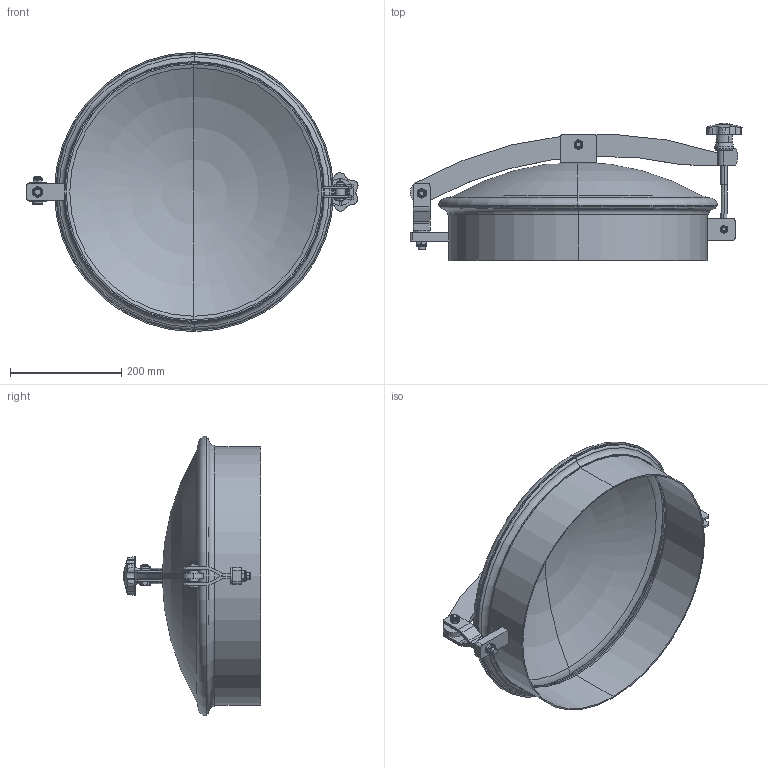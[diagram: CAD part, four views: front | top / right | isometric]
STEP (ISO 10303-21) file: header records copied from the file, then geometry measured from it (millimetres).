
FILE_DESCRIPTION (( 'STEP AP214' ), '1' );
FILE_NAME ('D08.4P460R01.STEP', '2018-10-22T14:18:51', ( '' ), ( '' ), 'SwSTEP 2.0', 'SolidWorks 2017', '' );
FILE_SCHEMA (( 'AUTOMOTIVE_DESIGN' ));
Length unit declared in the file: millimetre
Products named in the file (32): CPC40460X2.501G; hex screw gradec_iso_ISO 4018 - M10 x 30-WN; TLC4046010001GR01; prevailing torque nut thin insert_din_DIN EN ISO 10511 - M12 - N; VLT1207004R01; GRCP0460INC01R01; SPT18050M10R01; TRT1217601R01; D08.4P460R01; SOTT; CAV30X0401R01; TBT417X2.0X020R01; prevailing torque nut thin insert_din_DIN EN ISO 10511 - M8 - N; RNDINX14; D08.4P460R01 - TELAIO; BRPT46040X1001PR01; hex screw gradec_iso_ISO 4018 - M8 x 30-WN; ORC40X04X05001SR01; QDT4030X01502LR01; VOLANTINO; TIRANTE - M12 L167; D08.4P460R01 - CHIUSINO; BRPT46040X1001LR01; ORC50X04X06501L; CRNGIRP30X3501LR01; TAPPO; ORC30X0513PGR01; BRZ; BRPT46040X1001LR01_1; RNDTFL1301R01; prevailing torque nut thin insert_din_DIN EN ISO 10511 - M10 - N; PRG035M1201R01
Assembly tree (35 placements, depth 4):
  D08.4P460R01
    D08.4P460R01 - TELAIO
      TLC4046010001GR01
      QDT4030X01502LR01
      ORC40X04X05001SR01  x2
    RNDTFL1301R01
    CRNGIRP30X3501LR01
      ORC30X0513PGR01  x2
      PRG035M1201R01
      RNDINX14
    BRPT46040X1001LR01
      BRPT46040X1001LR01_1
      BRPT46040X1001PR01
      CAV30X0401R01
      TBT417X2.0X020R01
    D08.4P460R01 - CHIUSINO
      CPC40460X2.501G
      ORC50X04X06501L  x2
    TIRANTE - M12 L167
      TRT1217601R01
      VLT1207004R01
        BRZ
        SOTT
        TAPPO
        VOLANTINO
    SPT18050M10R01
    prevailing torque nut thin insert_din_DIN EN ISO 10511 - M10 - N  x2
    prevailing torque nut thin insert_din_DIN EN ISO 10511 - M12 - N
    hex screw gradec_iso_ISO 4018 - M10 x 30-WN
    hex screw gradec_iso_ISO 4018 - M8 x 30-WN
    prevailing torque nut thin insert_din_DIN EN ISO 10511 - M8 - N
    GRCP0460INC01R01
Bounding box: 597.41 x 246.88 x 502.5 mm (x, y, z)
Volume: 1666181.5 mm3; surface area: 1061773.6 mm2
Topology: 28 solids, 30 shells, 648 faces, 1501 edges, 932 vertices
Faces by surface type: plane 287, cylinder 198, cone 123, torus 36, bspline 4
Entity records: 18946 total; most frequent: CARTESIAN_POINT 4435, DIRECTION 2880, ORIENTED_EDGE 2658, EDGE_CURVE 1331, AXIS2_PLACEMENT_3D 1187, VERTEX_POINT 828, EDGE_LOOP 637, FACE_OUTER_BOUND 577
